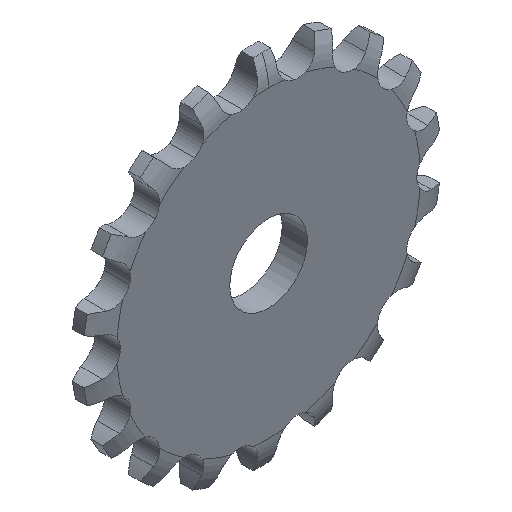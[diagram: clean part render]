
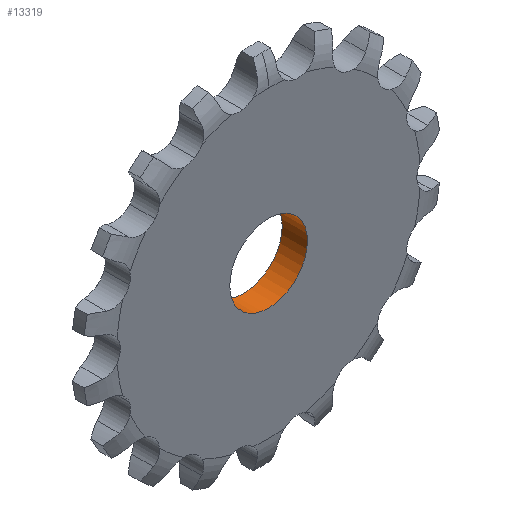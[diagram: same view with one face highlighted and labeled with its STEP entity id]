
A CAD part, isometric view. The second image highlights one B-rep face of the part: STEP entity #13319.
In plain terms, the highlighted cylindrical face has radius 4 mm (diameter 8 mm), a full revolution.
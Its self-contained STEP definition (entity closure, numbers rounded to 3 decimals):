
#210 = PLANE('',#211);
#211 = AXIS2_PLACEMENT_3D('',#212,#213,#214);
#212 = CARTESIAN_POINT('',(0.,0.,
    0.));
#213 = DIRECTION('',(0.,1.,0.));
#214 = DIRECTION('',(0.,0.,-1.));
#505 = PLANE('',#506);
#506 = AXIS2_PLACEMENT_3D('',#507,#508,#509);
#507 = CARTESIAN_POINT('',(0.,-2.6,0.)
  );
#508 = DIRECTION('',(0.,-1.,0.));
#509 = DIRECTION('',(0.,0.,1.));
#3009 = EDGE_CURVE('',#3010,#3010,#3012,.T.);
#3010 = VERTEX_POINT('',#3011);
#3011 = CARTESIAN_POINT('',(4.,0.,0.));
#3012 = SURFACE_CURVE('',#3013,(#3018,#3029),.PCURVE_S1.);
#3013 = CIRCLE('',#3014,4.);
#3014 = AXIS2_PLACEMENT_3D('',#3015,#3016,#3017);
#3015 = CARTESIAN_POINT('',(0.,0.,0.));
#3016 = DIRECTION('',(0.,-1.,0.));
#3017 = DIRECTION('',(1.,0.,0.));
#3018 = PCURVE('',#210,#3019);
#3019 = DEFINITIONAL_REPRESENTATION('',(#3020),#3028);
#3020 = ( BOUNDED_CURVE() B_SPLINE_CURVE(2,(#3021,#3022,#3023,#3024,
#3025,#3026,#3027),.UNSPECIFIED.,.T.,.F.) B_SPLINE_CURVE_WITH_KNOTS((1,2
    ,2,2,2,1),(-2.094,0.,2.094,4.189,
6.283,8.378),.UNSPECIFIED.) CURVE() 
GEOMETRIC_REPRESENTATION_ITEM() RATIONAL_B_SPLINE_CURVE((1.,0.5,1.,0.5,
1.,0.5,1.)) REPRESENTATION_ITEM('') );
#3021 = CARTESIAN_POINT('',(0.,-4.));
#3022 = CARTESIAN_POINT('',(-6.928,-4.));
#3023 = CARTESIAN_POINT('',(-3.464,2.));
#3024 = CARTESIAN_POINT('',(0.,8.));
#3025 = CARTESIAN_POINT('',(3.464,2.));
#3026 = CARTESIAN_POINT('',(6.928,-4.));
#3027 = CARTESIAN_POINT('',(0.,-4.));
#3028 = ( GEOMETRIC_REPRESENTATION_CONTEXT(2) 
PARAMETRIC_REPRESENTATION_CONTEXT() REPRESENTATION_CONTEXT('2D SPACE',''
  ) );
#3029 = PCURVE('',#3030,#3035);
#3030 = CYLINDRICAL_SURFACE('',#3031,4.);
#3031 = AXIS2_PLACEMENT_3D('',#3032,#3033,#3034);
#3032 = CARTESIAN_POINT('',(0.,0.,0.));
#3033 = DIRECTION('',(0.,1.,0.));
#3034 = DIRECTION('',(1.,0.,0.));
#3035 = DEFINITIONAL_REPRESENTATION('',(#3036),#3040);
#3036 = LINE('',#3037,#3038);
#3037 = CARTESIAN_POINT('',(-0.,0.));
#3038 = VECTOR('',#3039,1.);
#3039 = DIRECTION('',(-1.,0.));
#3040 = ( GEOMETRIC_REPRESENTATION_CONTEXT(2) 
PARAMETRIC_REPRESENTATION_CONTEXT() REPRESENTATION_CONTEXT('2D SPACE',''
  ) );
#5140 = EDGE_CURVE('',#5141,#5141,#5143,.T.);
#5141 = VERTEX_POINT('',#5142);
#5142 = CARTESIAN_POINT('',(4.,-2.6,0.));
#5143 = SURFACE_CURVE('',#5144,(#5149,#5160),.PCURVE_S1.);
#5144 = CIRCLE('',#5145,4.);
#5145 = AXIS2_PLACEMENT_3D('',#5146,#5147,#5148);
#5146 = CARTESIAN_POINT('',(0.,-2.6,0.));
#5147 = DIRECTION('',(-0.,1.,0.));
#5148 = DIRECTION('',(1.,0.,0.));
#5149 = PCURVE('',#505,#5150);
#5150 = DEFINITIONAL_REPRESENTATION('',(#5151),#5159);
#5151 = ( BOUNDED_CURVE() B_SPLINE_CURVE(2,(#5152,#5153,#5154,#5155,
#5156,#5157,#5158),.UNSPECIFIED.,.T.,.F.) B_SPLINE_CURVE_WITH_KNOTS((1,2
    ,2,2,2,1),(-2.094,0.,2.094,4.189,
6.283,8.378),.UNSPECIFIED.) CURVE() 
GEOMETRIC_REPRESENTATION_ITEM() RATIONAL_B_SPLINE_CURVE((1.,0.5,1.,0.5,
1.,0.5,1.)) REPRESENTATION_ITEM('') );
#5152 = CARTESIAN_POINT('',(0.,-4.));
#5153 = CARTESIAN_POINT('',(-6.928,-4.));
#5154 = CARTESIAN_POINT('',(-3.464,2.));
#5155 = CARTESIAN_POINT('',(0.,8.));
#5156 = CARTESIAN_POINT('',(3.464,2.));
#5157 = CARTESIAN_POINT('',(6.928,-4.));
#5158 = CARTESIAN_POINT('',(0.,-4.));
#5159 = ( GEOMETRIC_REPRESENTATION_CONTEXT(2) 
PARAMETRIC_REPRESENTATION_CONTEXT() REPRESENTATION_CONTEXT('2D SPACE',''
  ) );
#5160 = PCURVE('',#3030,#5161);
#5161 = DEFINITIONAL_REPRESENTATION('',(#5162),#5166);
#5162 = LINE('',#5163,#5164);
#5163 = CARTESIAN_POINT('',(-6.283,-2.6));
#5164 = VECTOR('',#5165,1.);
#5165 = DIRECTION('',(1.,-0.));
#5166 = ( GEOMETRIC_REPRESENTATION_CONTEXT(2) 
PARAMETRIC_REPRESENTATION_CONTEXT() REPRESENTATION_CONTEXT('2D SPACE',''
  ) );
#13319 = ADVANCED_FACE('',(#13320),#3030,.F.);
#13320 = FACE_BOUND('',#13321,.T.);
#13321 = EDGE_LOOP('',(#13322,#13323,#13344,#13345));
#13322 = ORIENTED_EDGE('',*,*,#3009,.F.);
#13323 = ORIENTED_EDGE('',*,*,#13324,.T.);
#13324 = EDGE_CURVE('',#3010,#5141,#13325,.T.);
#13325 = SEAM_CURVE('',#13326,(#13330,#13337),.PCURVE_S1.);
#13326 = LINE('',#13327,#13328);
#13327 = CARTESIAN_POINT('',(4.,0.,0.));
#13328 = VECTOR('',#13329,1.);
#13329 = DIRECTION('',(0.,-1.,0.));
#13330 = PCURVE('',#3030,#13331);
#13331 = DEFINITIONAL_REPRESENTATION('',(#13332),#13336);
#13332 = LINE('',#13333,#13334);
#13333 = CARTESIAN_POINT('',(-6.283,0.));
#13334 = VECTOR('',#13335,1.);
#13335 = DIRECTION('',(-0.,-1.));
#13336 = ( GEOMETRIC_REPRESENTATION_CONTEXT(2) 
PARAMETRIC_REPRESENTATION_CONTEXT() REPRESENTATION_CONTEXT('2D SPACE',''
  ) );
#13337 = PCURVE('',#3030,#13338);
#13338 = DEFINITIONAL_REPRESENTATION('',(#13339),#13343);
#13339 = LINE('',#13340,#13341);
#13340 = CARTESIAN_POINT('',(-0.,0.));
#13341 = VECTOR('',#13342,1.);
#13342 = DIRECTION('',(-0.,-1.));
#13343 = ( GEOMETRIC_REPRESENTATION_CONTEXT(2) 
PARAMETRIC_REPRESENTATION_CONTEXT() REPRESENTATION_CONTEXT('2D SPACE',''
  ) );
#13344 = ORIENTED_EDGE('',*,*,#5140,.F.);
#13345 = ORIENTED_EDGE('',*,*,#13324,.F.);
